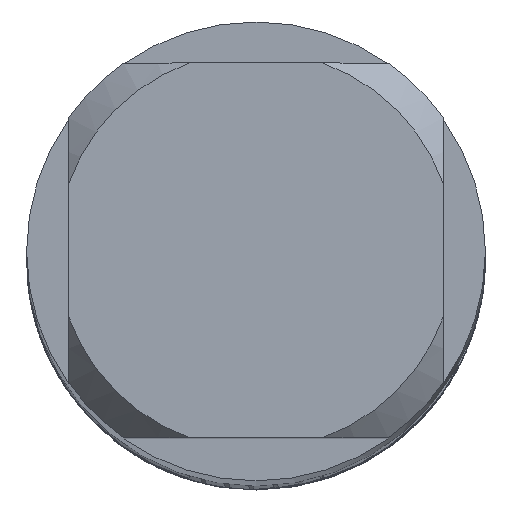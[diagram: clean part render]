
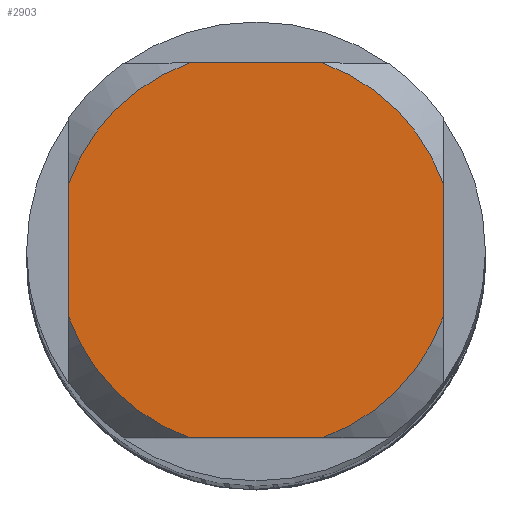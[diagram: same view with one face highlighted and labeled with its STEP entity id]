
A CAD part, top view. The second image highlights one B-rep face of the part: STEP entity #2903.
In plain terms, the highlighted planar face has unit normal (0, 0, 1).
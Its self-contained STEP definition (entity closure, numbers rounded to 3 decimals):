
#2271=EDGE_CURVE('',#4651,#4599,#5576,.T.);
#2319=EDGE_CURVE('',#3701,#4835,#5631,.T.);
#2575=EDGE_CURVE('',#3701,#2925,#5911,.T.);
#2615=VERTEX_POINT('',#5952);
#2765=VERTEX_POINT('',#6114);
#2857=EDGE_CURVE('',#3481,#4835,#6217,.T.);
#2903=ADVANCED_FACE('',(#6266),#6267,.T.);
#2925=VERTEX_POINT('',#6290);
#3285=EDGE_CURVE('',#4651,#2925,#6678,.T.);
#3419=EDGE_CURVE('',#2765,#2615,#6824,.T.);
#3481=VERTEX_POINT('',#6894);
#3701=VERTEX_POINT('',#7133);
#3977=EDGE_CURVE('',#3481,#2615,#7432,.T.);
#4599=VERTEX_POINT('',#8109);
#4651=VERTEX_POINT('',#8164);
#4717=EDGE_CURVE('',#2765,#4599,#8236,.T.);
#4835=VERTEX_POINT('',#8365);
#5576=CIRCLE('',#10022,2.6);
#5631=LINE('',#10143,#10144);
#5911=CIRCLE('',#10904,2.6);
#5952=CARTESIAN_POINT('',(0.87,-2.45,0.0));
#6114=CARTESIAN_POINT('',(2.45,-0.87,0.0));
#6217=CIRCLE('',#11638,2.6);
#6266=FACE_OUTER_BOUND('',#11760,.T.);
#6267=PLANE('',#11761);
#6290=CARTESIAN_POINT('',(-0.87,2.45,0.0));
#6678=LINE('',#12885,#12886);
#6824=CIRCLE('',#13185,2.6);
#6894=CARTESIAN_POINT('',(-0.87,-2.45,0.0));
#7133=CARTESIAN_POINT('',(-2.45,0.87,0.0));
#7432=LINE('',#14554,#14555);
#8109=CARTESIAN_POINT('',(2.45,0.87,0.0));
#8164=CARTESIAN_POINT('',(0.87,2.45,0.0));
#8236=LINE('',#16515,#16516);
#8365=CARTESIAN_POINT('',(-2.45,-0.87,0.0));
#10022=AXIS2_PLACEMENT_3D('',#17750,#17751,#17752);
#10143=CARTESIAN_POINT('',(-2.45,0.65,0.0));
#10144=VECTOR('',#17826,1.0);
#10904=AXIS2_PLACEMENT_3D('',#18208,#18209,#18210);
#11638=AXIS2_PLACEMENT_3D('',#18521,#18522,#18523);
#11760=EDGE_LOOP('',(#18569,#18570,#18571,#18572,#18573,#18574,#18575,#18576));
#11761=AXIS2_PLACEMENT_3D('',#18577,#18578,#18579);
#12885=CARTESIAN_POINT('',(0.0,2.45,0.0));
#12886=VECTOR('',#18984,1.0);
#13185=AXIS2_PLACEMENT_3D('',#19113,#19114,#19115);
#14554=CARTESIAN_POINT('',(0.0,-2.45,0.0));
#14555=VECTOR('',#19698,1.0);
#16515=CARTESIAN_POINT('',(2.45,0.65,0.0));
#16516=VECTOR('',#20594,1.0);
#17750=CARTESIAN_POINT('',(0.0,0.0,0.0));
#17751=DIRECTION('',(0.0,0.0,-1.0));
#17752=DIRECTION('',(0.0,1.0,0.0));
#17826=DIRECTION('',(-0.0,-1.0,0.0));
#18208=CARTESIAN_POINT('',(0.0,0.0,0.0));
#18209=DIRECTION('',(0.0,0.0,-1.0));
#18210=DIRECTION('',(0.0,1.0,0.0));
#18521=CARTESIAN_POINT('',(0.0,0.0,0.0));
#18522=DIRECTION('',(0.0,0.0,-1.0));
#18523=DIRECTION('',(0.0,1.0,0.0));
#18569=ORIENTED_EDGE('',*,*,#2319,.T.);
#18570=ORIENTED_EDGE('',*,*,#2857,.F.);
#18571=ORIENTED_EDGE('',*,*,#3977,.T.);
#18572=ORIENTED_EDGE('',*,*,#3419,.F.);
#18573=ORIENTED_EDGE('',*,*,#4717,.T.);
#18574=ORIENTED_EDGE('',*,*,#2271,.F.);
#18575=ORIENTED_EDGE('',*,*,#3285,.T.);
#18576=ORIENTED_EDGE('',*,*,#2575,.F.);
#18577=CARTESIAN_POINT('',(0.0,1.3,0.0));
#18578=DIRECTION('',(-0.0,0.0,1.0));
#18579=DIRECTION('',(0.0,-1.0,0.0));
#18984=DIRECTION('',(-1.0,0.0,0.0));
#19113=CARTESIAN_POINT('',(0.0,0.0,0.0));
#19114=DIRECTION('',(0.0,0.0,-1.0));
#19115=DIRECTION('',(0.0,1.0,0.0));
#19698=DIRECTION('',(1.0,0.0,0.0));
#20594=DIRECTION('',(-0.0,1.0,0.0));
